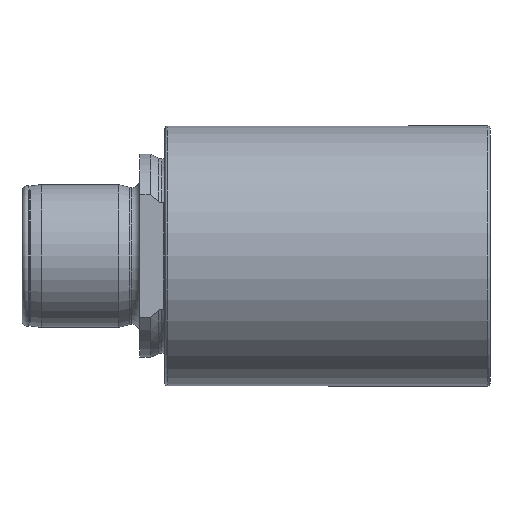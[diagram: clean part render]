
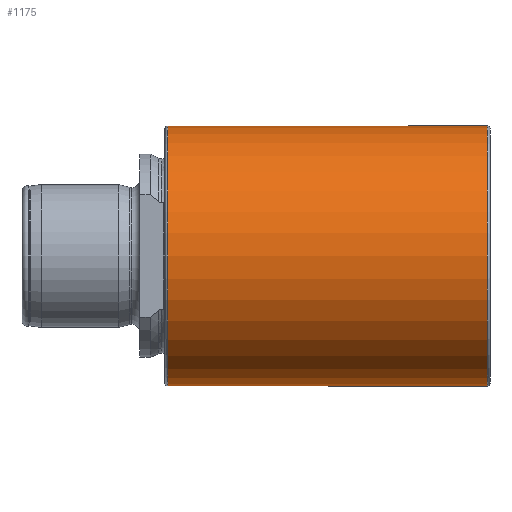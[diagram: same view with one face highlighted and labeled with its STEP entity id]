
A CAD part, front view. The second image highlights one B-rep face of the part: STEP entity #1175.
In plain terms, the highlighted cylindrical face has radius 10 mm (diameter 20 mm), a partial arc.
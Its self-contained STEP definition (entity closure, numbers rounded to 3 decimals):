
#37 = AXIS2_PLACEMENT_3D ( 'NONE', #967, #1107, #1072 ) ;
#68 = AXIS2_PLACEMENT_3D ( 'NONE', #115, #96, #253 ) ;
#96 = DIRECTION ( 'NONE',  ( -1., 0., 0. ) ) ;
#115 = CARTESIAN_POINT ( 'NONE',  ( 35.8, 0., 0. ) ) ;
#253 = DIRECTION ( 'NONE',  ( 0., 0., 1. ) ) ;
#353 = CYLINDRICAL_SURFACE ( 'NONE', #3141, 10. ) ;
#368 = FACE_OUTER_BOUND ( 'NONE', #684, .T. ) ;
#531 = VERTEX_POINT ( 'NONE', #2685 ) ;
#588 = VERTEX_POINT ( 'NONE', #2569 ) ;
#684 = EDGE_LOOP ( 'NONE', ( #2227, #2221, #2157, #2194 ) ) ;
#714 = CARTESIAN_POINT ( 'NONE',  ( 35.8, 0., 10. ) ) ;
#809 = CARTESIAN_POINT ( 'NONE',  ( 35.8, 0., -10. ) ) ;
#967 = CARTESIAN_POINT ( 'NONE',  ( 11.2, 0., 0. ) ) ;
#977 = CARTESIAN_POINT ( 'NONE',  ( -7.756, 0., 10. ) ) ;
#1072 = DIRECTION ( 'NONE',  ( 0., 0., 1. ) ) ;
#1107 = DIRECTION ( 'NONE',  ( -1., 0., 0. ) ) ;
#1110 = DIRECTION ( 'NONE',  ( -1., 0., 0. ) ) ;
#1175 = ADVANCED_FACE ( 'NONE', ( #368 ), #353, .T. ) ;
#1411 = EDGE_CURVE ( 'NONE', #1685, #588, #3275, .T. ) ;
#1685 = VERTEX_POINT ( 'NONE', #809 ) ;
#1687 = VERTEX_POINT ( 'NONE', #714 ) ;
#2157 = ORIENTED_EDGE ( 'NONE', *, *, #2280, .T. ) ;
#2194 = ORIENTED_EDGE ( 'NONE', *, *, #2999, .F. ) ;
#2221 = ORIENTED_EDGE ( 'NONE', *, *, #3081, .T. ) ;
#2227 = ORIENTED_EDGE ( 'NONE', *, *, #1411, .F. ) ;
#2280 = EDGE_CURVE ( 'NONE', #1687, #531, #3392, .T. ) ;
#2423 = CIRCLE ( 'NONE', #68, 10. ) ;
#2569 = CARTESIAN_POINT ( 'NONE',  ( 11.2, 0., -10. ) ) ;
#2582 = DIRECTION ( 'NONE',  ( -1., 0., 0. ) ) ;
#2589 = CARTESIAN_POINT ( 'NONE',  ( -7.756, 0., 0. ) ) ;
#2611 = DIRECTION ( 'NONE',  ( 0., 0., 1. ) ) ;
#2685 = CARTESIAN_POINT ( 'NONE',  ( 11.2, 0., 10. ) ) ;
#2999 = EDGE_CURVE ( 'NONE', #588, #531, #3355, .T. ) ;
#3081 = EDGE_CURVE ( 'NONE', #1685, #1687, #2423, .T. ) ;
#3141 = AXIS2_PLACEMENT_3D ( 'NONE', #2589, #2582, #2611 ) ;
#3271 = VECTOR ( 'NONE', #4209, 1000. ) ;
#3275 = LINE ( 'NONE', #4040, #3271 ) ;
#3355 = CIRCLE ( 'NONE', #37, 10. ) ;
#3392 = LINE ( 'NONE', #977, #3406 ) ;
#3406 = VECTOR ( 'NONE', #1110, 1000. ) ;
#4040 = CARTESIAN_POINT ( 'NONE',  ( -7.756, 0., -10. ) ) ;
#4209 = DIRECTION ( 'NONE',  ( -1., 0., 0. ) ) ;
